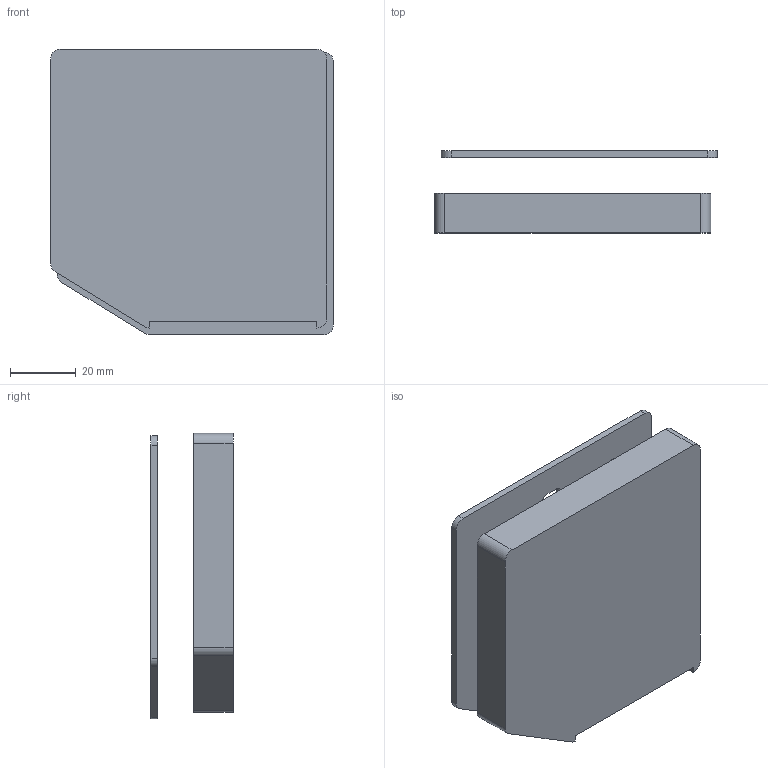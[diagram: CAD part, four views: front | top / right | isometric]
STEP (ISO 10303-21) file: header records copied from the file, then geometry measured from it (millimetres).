
FILE_DESCRIPTION(/* description */ (''),/* implementation_level */ '2;1');
FILE_NAME(/* name */ 'project.step',/* time_stamp */ '2025-08-06T07:56:07+01:00',/* author */ (''),/* organization */ (''),/* preprocessor_version */ 'ST-DEVELOPER v20.1',/* originating_system */ 'Autodesk Translation Framework v14.10.0.0',/* authorisation */ '');
FILE_SCHEMA (('AUTOMOTIVE_DESIGN { 1 0 10303 214 3 1 1 }'));
Length unit declared in the file: millimetre
Products named in the file (3): case2; bottom; Top
Assembly tree (2 placements, depth 3):
  case2
    bottom
      Top
Bounding box: 86.04 x 25 x 86.76 mm (x, y, z)
Volume: 31410.7 mm3; surface area: 33416.1 mm2
Topology: 2 solids, 2 shells, 246 faces, 678 edges, 452 vertices
Faces by surface type: plane 133, bspline 94, cylinder 19
Full cylindrical faces by diameter (mm): 10 x1
Entity records: 8724 total; most frequent: CARTESIAN_POINT 2979, ORIENTED_EDGE 1356, DIRECTION 842, EDGE_CURVE 678, LINE 452, VECTOR 452, VERTEX_POINT 452, EDGE_LOOP 268
